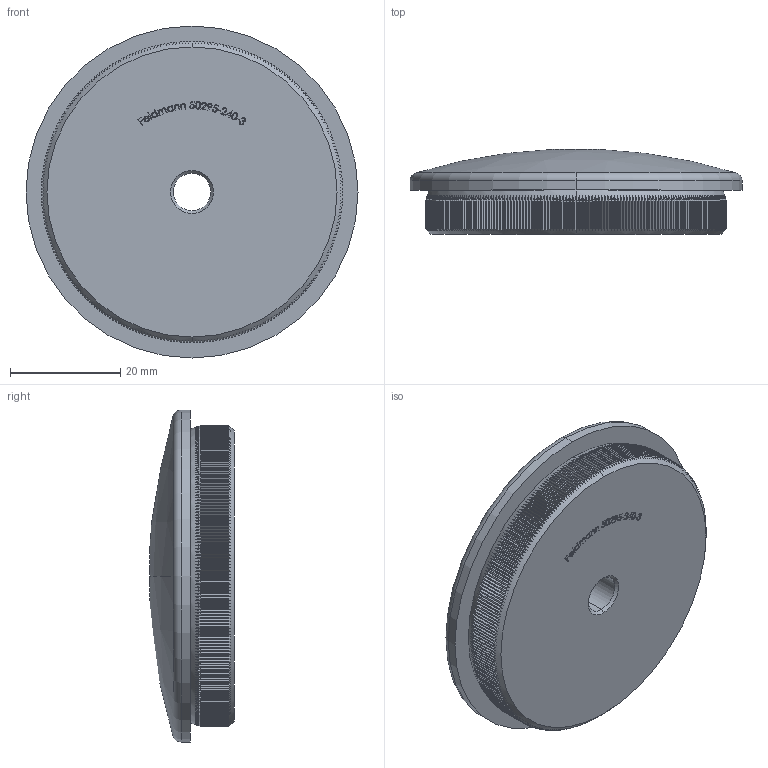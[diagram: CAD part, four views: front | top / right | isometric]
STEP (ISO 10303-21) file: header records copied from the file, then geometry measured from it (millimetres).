
FILE_DESCRIPTION (( 'STEP AP203' ), '1' );
FILE_NAME ('50295-240-3.step', '2020-12-04T09:59:59', ( '' ), ( '' ), 'SwSTEP 2.0', 'SolidWorks 2018', '' );
FILE_SCHEMA (( 'CONFIG_CONTROL_DESIGN' ));
Products named in the file (2): 50295-240-3
Bounding box: 60.3 x 15.4 x 60.3 mm (x, y, z)
Volume: 32634.1 mm3; surface area: 8556.4 mm2
Topology: 1 solids, 1 shells, 1136 faces, 3314 edges, 2206 vertices
Faces by surface type: plane 713, cylinder 294, bspline 117, cone 8, torus 2, sphere 2
Entity records: 45333 total; most frequent: CARTESIAN_POINT 17607, ORIENTED_EDGE 6628, DIRECTION 4568, EDGE_CURVE 3314, VERTEX_POINT 2206, AXIS2_PLACEMENT_3D 1627, B_SPLINE_CURVE_WITH_KNOTS 1394, LINE 1314
